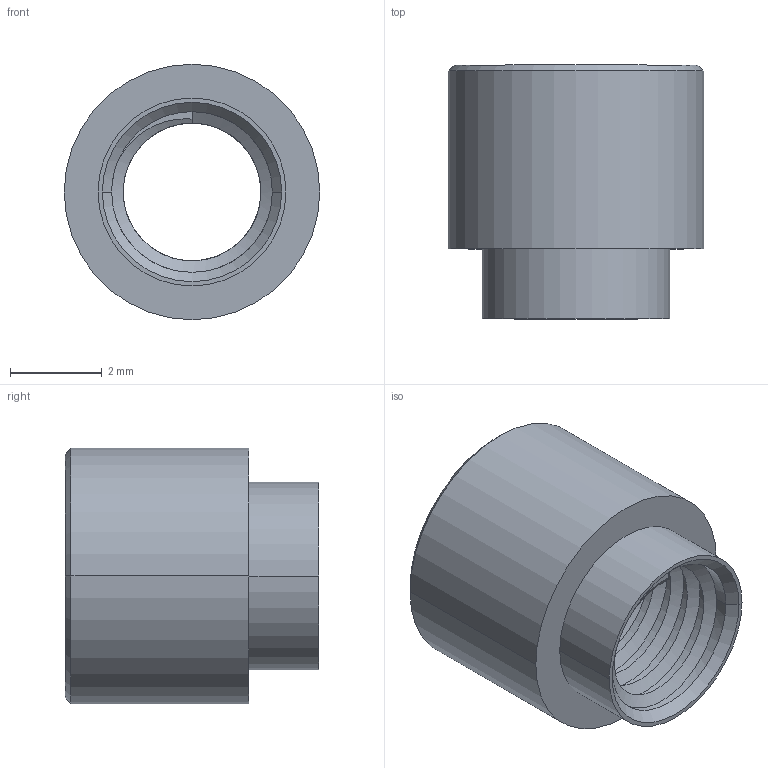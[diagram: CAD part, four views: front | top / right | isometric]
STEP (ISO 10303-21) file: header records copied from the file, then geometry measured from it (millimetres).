
FILE_DESCRIPTION (( 'STEP AP214' ), '1' );
FILE_NAME ('24883.STEP', '2016-11-16T18:21:18', ( '' ), ( '' ), 'SwSTEP 2.0', 'SolidWorks 2013', '' );
FILE_SCHEMA (( 'AUTOMOTIVE_DESIGN' ));
Length unit declared in the file: millimetre
Products named in the file (1): 24883
Bounding box: 5.56 x 5.52 x 5.56 mm (x, y, z)
Volume: 67.2 mm3; surface area: 203.3 mm2
Topology: 1 solids, 1 shells, 41 faces, 106 edges, 69 vertices
Faces by surface type: cylinder 26, plane 7, cone 6, bspline 2
Entity records: 2292 total; most frequent: CARTESIAN_POINT 1369, ORIENTED_EDGE 210, DIRECTION 164, EDGE_CURVE 105, VERTEX_POINT 67, AXIS2_PLACEMENT_3D 63, EDGE_LOOP 44, FACE_OUTER_BOUND 41
